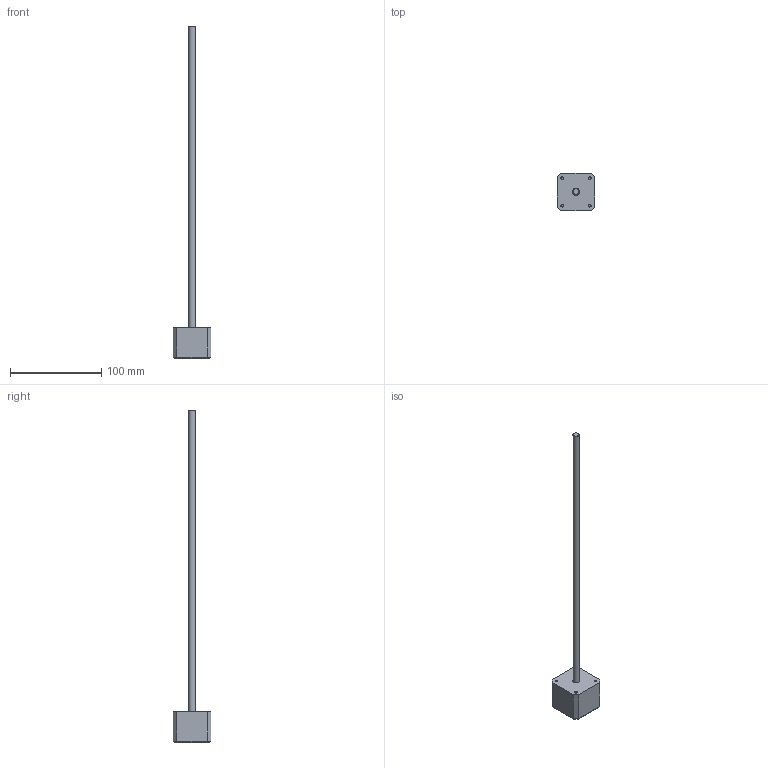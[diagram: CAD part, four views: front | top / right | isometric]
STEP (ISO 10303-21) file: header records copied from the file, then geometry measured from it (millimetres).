
FILE_DESCRIPTION(('FreeCAD Model'),'2;1');
FILE_NAME('Open CASCADE Shape Model','2024-08-19T19:16:39',(''),(''), 'Open CASCADE STEP processor 7.6','FreeCAD','Unknown');
FILE_SCHEMA(('AUTOMOTIVE_DESIGN { 1 0 10303 214 1 1 1 1 }'));
Length unit declared in the file: millimetre
Products named in the file (1): Chamfer001
Bounding box: 41 x 41 x 363 mm (x, y, z)
Volume: 68818.9 mm3; surface area: 16290.6 mm2
Topology: 1 solids, 1 shells, 29 faces, 57 edges, 35 vertices
Faces by surface type: plane 15, cylinder 13, cone 1
Full cylindrical faces by diameter (mm): 3 x4, 7.5 x1
Entity records: 760 total; most frequent: DIRECTION 136, CARTESIAN_POINT 122, ORIENTED_EDGE 114, EDGE_CURVE 57, AXIS2_PLACEMENT_3D 49, LINE 38, VECTOR 38, VERTEX_POINT 35
